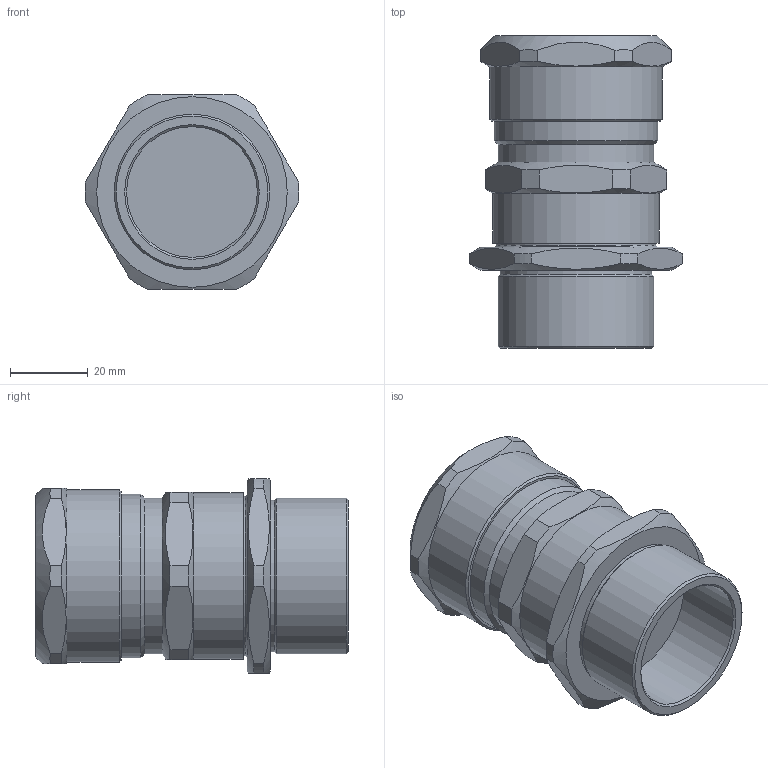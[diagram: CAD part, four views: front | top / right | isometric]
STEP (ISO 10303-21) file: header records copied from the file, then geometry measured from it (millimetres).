
FILE_DESCRIPTION(/* description */ ('','CAx-IF Rec.Pracs.---Representation and Presentation of Product Manufacturing Information (PMI)---4.0---2014-10-13'),/* implementation_level */ '2;1');
FILE_NAME(/* name */ 'ЗЭТАРУС ВКБ3-M40-26-33.stp',/* time_stamp */ '2023-01-26T15:45:29+07:00',/* author */ ('zeta-09'),/* organization */ (''),/* preprocessor_version */ 'ST-DEVELOPER v18.1',/* originating_system */ 'Autodesk Inventor 2021',/* authorisation */ '');
FILE_SCHEMA (('AP242_MANAGED_MODEL_BASED_3D_ENGINEERING_MIM_LF { 1 0 10303 442 1 1 4 }'));
Length unit declared in the file: millimetre
Products named in the file (1): Деталь12
Bounding box: 54.99 x 80.35 x 50 mm (x, y, z)
Volume: 100969.2 mm3; surface area: 22566.3 mm2
Topology: 1 solids, 3 shells, 78 faces, 191 edges, 121 vertices
Faces by surface type: plane 40, cylinder 19, cone 16, torus 3
Full cylindrical faces by diameter (mm): 33.6 x1, 37.8 x2, 39 x1, 40 x3, 41 x1, 41.5 x2, 42 x1, 42.9 x1, 44.4 x1
Entity records: 2461 total; most frequent: CARTESIAN_POINT 536, ORIENTED_EDGE 380, DIRECTION 373, EDGE_CURVE 191, AXIS2_PLACEMENT_3D 154, VERTEX_POINT 121, EDGE_LOOP 84, STYLED_ITEM 78
